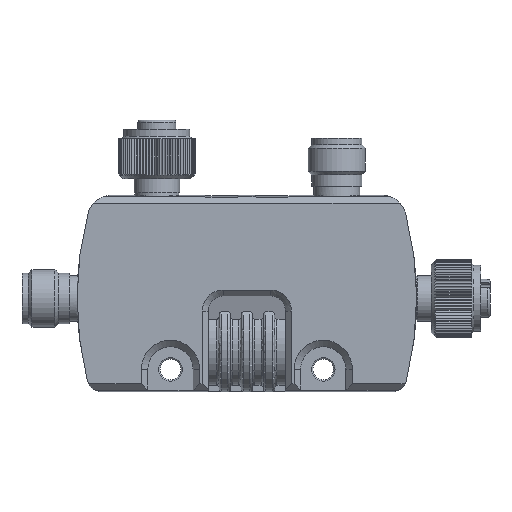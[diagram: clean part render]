
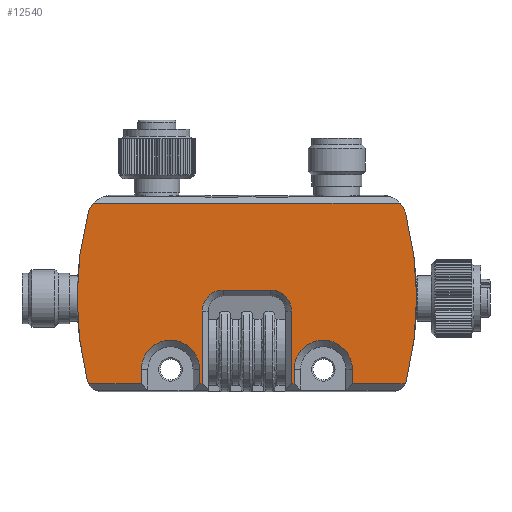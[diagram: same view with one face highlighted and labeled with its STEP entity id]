
A CAD part, top view. The second image highlights one B-rep face of the part: STEP entity #12540.
In plain terms, the highlighted planar face has unit normal (0, 0, 1).
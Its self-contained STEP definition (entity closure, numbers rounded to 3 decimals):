
#448=CIRCLE('',#13058,69.85);
#600=CIRCLE('',#13287,69.85);
#804=CIRCLE('',#13634,4.4);
#805=CIRCLE('',#13635,4.4);
#806=CIRCLE('',#13636,6.1);
#807=CIRCLE('',#13637,3.175);
#808=CIRCLE('',#13638,5.08);
#809=CIRCLE('',#13639,5.08);
#810=CIRCLE('',#13640,3.175);
#811=CIRCLE('',#13641,6.1);
#3080=ORIENTED_EDGE('',*,*,#6455,.T.);
#3081=ORIENTED_EDGE('',*,*,#6456,.T.);
#3082=ORIENTED_EDGE('',*,*,#6457,.F.);
#3083=ORIENTED_EDGE('',*,*,#6458,.F.);
#3084=ORIENTED_EDGE('',*,*,#6459,.F.);
#3085=ORIENTED_EDGE('',*,*,#6460,.F.);
#3086=ORIENTED_EDGE('',*,*,#6461,.T.);
#3087=ORIENTED_EDGE('',*,*,#6462,.F.);
#3088=ORIENTED_EDGE('',*,*,#6463,.F.);
#3089=ORIENTED_EDGE('',*,*,#6464,.F.);
#3090=ORIENTED_EDGE('',*,*,#6465,.F.);
#3091=ORIENTED_EDGE('',*,*,#5656,.F.);
#3092=ORIENTED_EDGE('',*,*,#6466,.F.);
#3093=ORIENTED_EDGE('',*,*,#5020,.T.);
#3094=ORIENTED_EDGE('',*,*,#6467,.F.);
#3095=ORIENTED_EDGE('',*,*,#5057,.F.);
#3096=ORIENTED_EDGE('',*,*,#6468,.F.);
#3097=ORIENTED_EDGE('',*,*,#6469,.F.);
#3098=ORIENTED_EDGE('',*,*,#6470,.T.);
#3099=ORIENTED_EDGE('',*,*,#6471,.T.);
#3100=ORIENTED_EDGE('',*,*,#6472,.F.);
#3101=ORIENTED_EDGE('',*,*,#6473,.F.);
#5020=EDGE_CURVE('',#6928,#6927,#8229,.T.);
#5057=EDGE_CURVE('',#6948,#6949,#448,.F.);
#5656=EDGE_CURVE('',#7399,#7400,#600,.F.);
#6455=EDGE_CURVE('',#7990,#7991,#8939,.T.);
#6456=EDGE_CURVE('',#7991,#7992,#804,.T.);
#6457=EDGE_CURVE('',#7993,#7992,#8940,.T.);
#6458=EDGE_CURVE('',#7994,#7993,#805,.T.);
#6459=EDGE_CURVE('',#7995,#7994,#8941,.T.);
#6460=EDGE_CURVE('',#7996,#7995,#8942,.T.);
#6461=EDGE_CURVE('',#7996,#7997,#8943,.T.);
#6462=EDGE_CURVE('',#7998,#7997,#806,.T.);
#6463=EDGE_CURVE('',#7999,#7998,#8944,.T.);
#6464=EDGE_CURVE('',#8000,#7999,#8945,.T.);
#6465=EDGE_CURVE('',#7400,#8000,#807,.F.);
#6466=EDGE_CURVE('',#6928,#7399,#808,.F.);
#6467=EDGE_CURVE('',#6949,#6927,#809,.F.);
#6468=EDGE_CURVE('',#8001,#6948,#810,.F.);
#6469=EDGE_CURVE('',#8002,#8001,#8946,.T.);
#6470=EDGE_CURVE('',#8002,#8003,#8947,.T.);
#6471=EDGE_CURVE('',#8003,#8004,#811,.T.);
#6472=EDGE_CURVE('',#8005,#8004,#8948,.T.);
#6473=EDGE_CURVE('',#7990,#8005,#8949,.T.);
#6927=VERTEX_POINT('',#17747);
#6928=VERTEX_POINT('',#17749);
#6948=VERTEX_POINT('',#17817);
#6949=VERTEX_POINT('',#17818);
#7399=VERTEX_POINT('',#19398);
#7400=VERTEX_POINT('',#19399);
#7990=VERTEX_POINT('',#21589);
#7991=VERTEX_POINT('',#21590);
#7992=VERTEX_POINT('',#21592);
#7993=VERTEX_POINT('',#21594);
#7994=VERTEX_POINT('',#21596);
#7995=VERTEX_POINT('',#21598);
#7996=VERTEX_POINT('',#21600);
#7997=VERTEX_POINT('',#21602);
#7998=VERTEX_POINT('',#21604);
#7999=VERTEX_POINT('',#21606);
#8000=VERTEX_POINT('',#21608);
#8001=VERTEX_POINT('',#21613);
#8002=VERTEX_POINT('',#21615);
#8003=VERTEX_POINT('',#21617);
#8004=VERTEX_POINT('',#21619);
#8005=VERTEX_POINT('',#21621);
#8229=LINE('',#17748,#9249);
#8939=LINE('',#21588,#9959);
#8940=LINE('',#21593,#9960);
#8941=LINE('',#21597,#9961);
#8942=LINE('',#21599,#9962);
#8943=LINE('',#21601,#9963);
#8944=LINE('',#21605,#9964);
#8945=LINE('',#21607,#9965);
#8946=LINE('',#21614,#9966);
#8947=LINE('',#21616,#9967);
#8948=LINE('',#21620,#9968);
#8949=LINE('',#21622,#9969);
#9249=VECTOR('',#14282,1000.);
#9959=VECTOR('',#16180,1000.);
#9960=VECTOR('',#16183,1000.);
#9961=VECTOR('',#16186,1000.);
#9962=VECTOR('',#16187,1000.);
#9963=VECTOR('',#16188,1000.);
#9964=VECTOR('',#16191,1000.);
#9965=VECTOR('',#16192,1000.);
#9966=VECTOR('',#16201,1000.);
#9967=VECTOR('',#16202,1000.);
#9968=VECTOR('',#16205,1000.);
#9969=VECTOR('',#16206,1000.);
#10492=EDGE_LOOP('',(#3080,#3081,#3082,#3083,#3084,#3085,#3086,#3087,#3088,
#3089,#3090,#3091,#3092,#3093,#3094,#3095,#3096,#3097,#3098,#3099,#3100,
#3101));
#11308=FACE_BOUND('',#10492,.T.);
#11924=PLANE('',#13633);
#12540=ADVANCED_FACE('',(#11308),#11924,.T.);
#13058=AXIS2_PLACEMENT_3D('',#17816,#14348,#14349);
#13287=AXIS2_PLACEMENT_3D('',#19397,#15104,#15105);
#13633=AXIS2_PLACEMENT_3D('',#21587,#16178,#16179);
#13634=AXIS2_PLACEMENT_3D('',#21591,#16181,#16182);
#13635=AXIS2_PLACEMENT_3D('',#21595,#16184,#16185);
#13636=AXIS2_PLACEMENT_3D('',#21603,#16189,#16190);
#13637=AXIS2_PLACEMENT_3D('',#21609,#16193,#16194);
#13638=AXIS2_PLACEMENT_3D('',#21610,#16195,#16196);
#13639=AXIS2_PLACEMENT_3D('',#21611,#16197,#16198);
#13640=AXIS2_PLACEMENT_3D('',#21612,#16199,#16200);
#13641=AXIS2_PLACEMENT_3D('',#21618,#16203,#16204);
#14282=DIRECTION('',(-1.,0.,0.));
#14348=DIRECTION('',(0.,0.,1.));
#14349=DIRECTION('',(1.,0.,0.));
#15104=DIRECTION('',(0.,0.,1.));
#15105=DIRECTION('',(1.,0.,0.));
#16178=DIRECTION('',(0.,0.,1.));
#16179=DIRECTION('',(1.,0.,0.));
#16180=DIRECTION('',(0.,1.,0.));
#16181=DIRECTION('',(0.,0.,-1.));
#16182=DIRECTION('',(-1.,0.,0.));
#16183=DIRECTION('',(-1.,0.,0.));
#16184=DIRECTION('',(0.,0.,1.));
#16185=DIRECTION('',(1.,0.,0.));
#16186=DIRECTION('',(0.,1.,0.));
#16187=DIRECTION('',(-1.,0.,0.));
#16188=DIRECTION('',(0.,1.,0.));
#16189=DIRECTION('',(0.,0.,1.));
#16190=DIRECTION('',(1.,0.,0.));
#16191=DIRECTION('',(0.,1.,0.));
#16192=DIRECTION('',(-1.,0.,0.));
#16193=DIRECTION('',(0.,0.,1.));
#16194=DIRECTION('',(1.,0.,0.));
#16195=DIRECTION('',(0.,0.,1.));
#16196=DIRECTION('',(1.,0.,0.));
#16197=DIRECTION('',(0.,0.,1.));
#16198=DIRECTION('',(1.,0.,0.));
#16199=DIRECTION('',(0.,0.,1.));
#16200=DIRECTION('',(1.,0.,0.));
#16201=DIRECTION('',(-1.,0.,0.));
#16202=DIRECTION('',(0.,1.,0.));
#16203=DIRECTION('',(0.,0.,-1.));
#16204=DIRECTION('',(-1.,0.,0.));
#16205=DIRECTION('',(0.,1.,0.));
#16206=DIRECTION('',(-1.,0.,0.));
#17747=CARTESIAN_POINT('',(14.99,39.482,20.066));
#17748=CARTESIAN_POINT('',(87.093,39.482,20.066));
#17749=CARTESIAN_POINT('',(79.196,39.482,20.066));
#17816=CARTESIAN_POINT('',(81.383,19.558,20.066));
#17817=CARTESIAN_POINT('',(13.674,2.395,20.066));
#17818=CARTESIAN_POINT('',(13.84,37.363,20.066));
#19397=CARTESIAN_POINT('',(12.803,19.558,20.066));
#19398=CARTESIAN_POINT('',(80.346,37.363,20.066));
#19399=CARTESIAN_POINT('',(80.512,2.395,20.066));
#21587=CARTESIAN_POINT('',(0.,0.,20.066));
#21588=CARTESIAN_POINT('',(37.753,-5.092,20.066));
#21589=CARTESIAN_POINT('',(37.753,1.666,20.066));
#21590=CARTESIAN_POINT('',(37.753,16.908,20.066));
#21591=CARTESIAN_POINT('',(42.153,16.908,20.066));
#21592=CARTESIAN_POINT('',(42.153,21.308,20.066));
#21593=CARTESIAN_POINT('',(52.033,21.308,20.066));
#21594=CARTESIAN_POINT('',(52.033,21.308,20.066));
#21595=CARTESIAN_POINT('',(52.033,16.908,20.066));
#21596=CARTESIAN_POINT('',(56.433,16.908,20.066));
#21597=CARTESIAN_POINT('',(56.433,-5.092,20.066));
#21598=CARTESIAN_POINT('',(56.433,1.666,20.066));
#21599=CARTESIAN_POINT('',(87.093,1.666,20.066));
#21600=CARTESIAN_POINT('',(56.993,1.666,20.066));
#21601=CARTESIAN_POINT('',(56.993,-5.301,20.066));
#21602=CARTESIAN_POINT('',(56.993,4.699,20.066));
#21603=CARTESIAN_POINT('',(63.093,4.699,20.066));
#21604=CARTESIAN_POINT('',(69.193,4.699,20.066));
#21605=CARTESIAN_POINT('',(69.193,-5.301,20.066));
#21606=CARTESIAN_POINT('',(69.193,1.666,20.066));
#21607=CARTESIAN_POINT('',(87.093,1.666,20.066));
#21608=CARTESIAN_POINT('',(80.228,1.666,20.066));
#21609=CARTESIAN_POINT('',(77.434,3.175,20.066));
#21610=CARTESIAN_POINT('',(75.433,36.068,20.066));
#21611=CARTESIAN_POINT('',(18.753,36.068,20.066));
#21612=CARTESIAN_POINT('',(16.752,3.175,20.066));
#21613=CARTESIAN_POINT('',(13.958,1.666,20.066));
#21614=CARTESIAN_POINT('',(87.093,1.666,20.066));
#21615=CARTESIAN_POINT('',(24.993,1.666,20.066));
#21616=CARTESIAN_POINT('',(24.993,-5.301,20.066));
#21617=CARTESIAN_POINT('',(24.993,4.699,20.066));
#21618=CARTESIAN_POINT('',(31.093,4.699,20.066));
#21619=CARTESIAN_POINT('',(37.193,4.699,20.066));
#21620=CARTESIAN_POINT('',(37.193,-5.301,20.066));
#21621=CARTESIAN_POINT('',(37.193,1.666,20.066));
#21622=CARTESIAN_POINT('',(87.093,1.666,20.066));
